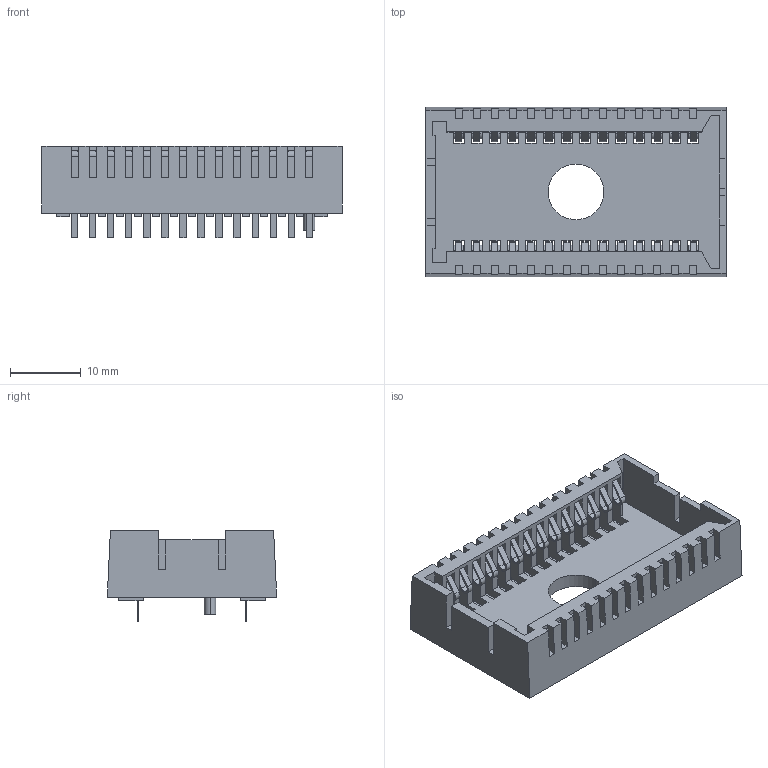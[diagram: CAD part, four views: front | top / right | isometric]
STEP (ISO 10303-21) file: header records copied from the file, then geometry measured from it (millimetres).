
FILE_DESCRIPTION((''),'1');
FILE_NAME('15-41-3281','2000-11-27T',('GOPALAN'),(''),'PRO/ENGINEER BY PARAMETRIC TECHNOLOGY CORPORATION, 9902','PRO/ENGINEER BY PARAMETRIC TECHNOLOGY CORPORATION, 9902','');
FILE_SCHEMA(('CONFIG_CONTROL_DESIGN'));
Length unit declared in the file: inch
Products named in the file (1): 15-41-3281
Bounding box: 42.29 x 23.88 x 12.85 mm (x, y, z)
Surface area: 7289.9 mm2 (no closed solid volume)
Topology: 0 solids, 0 shells, 1397 faces, 8800 edges, 8800 vertices
Faces by surface type: plane 1113, cylinder 284
Entity records: 41311 total; most frequent: COMPOSITE_CURVE_SEGMENT 8800, DIRECTION 7874, CARTESIAN_POINT 5797, TRIMMED_CURVE 4400, VECTOR 3720, LINE 3720, AXIS2_PLACEMENT_3D 2077, CURVE_BOUNDED_SURFACE 1397
